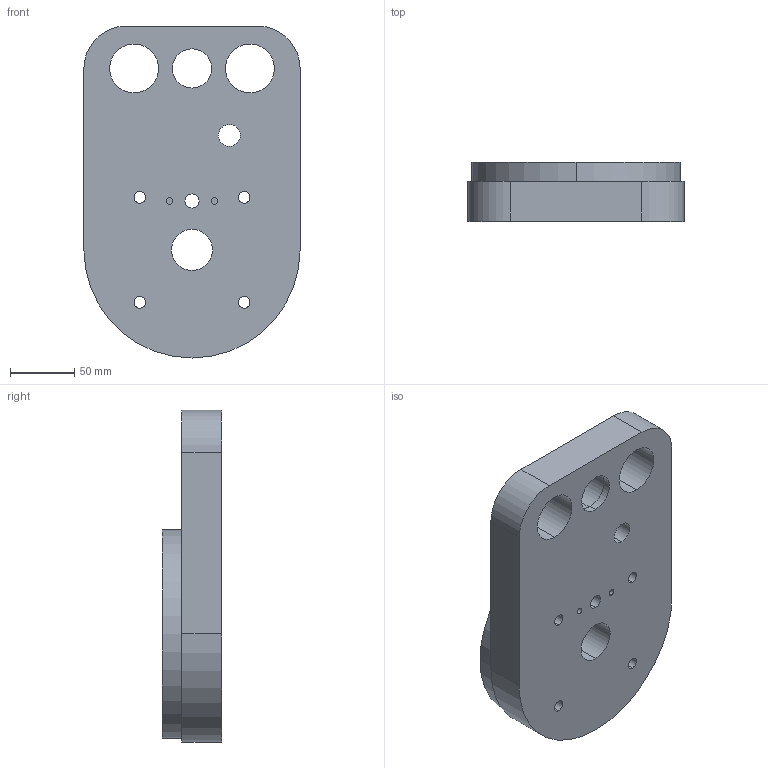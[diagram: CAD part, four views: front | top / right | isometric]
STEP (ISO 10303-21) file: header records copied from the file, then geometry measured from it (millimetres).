
FILE_DESCRIPTION (( 'STEP AP214' ), '1' );
FILE_NAME ('Flasque basse OVBT.STEP', '2021-08-19T07:34:22', ( '' ), ( '' ), 'SwSTEP 2.0', 'SolidWorks 2014', '' );
FILE_SCHEMA (( 'AUTOMOTIVE_DESIGN' ));
Length unit declared in the file: millimetre
Products named in the file (1): Flasque basse OVBT
Bounding box: 168 x 46 x 258 mm (x, y, z)
Volume: 1359262 mm3; surface area: 126708.7 mm2
Topology: 1 solids, 1 shells, 47 faces, 117 edges, 78 vertices
Faces by surface type: cylinder 36, plane 11
Entity records: 1517 total; most frequent: DIRECTION 285, CARTESIAN_POINT 243, ORIENTED_EDGE 234, AXIS2_PLACEMENT_3D 120, EDGE_CURVE 117, VERTEX_POINT 78, EDGE_LOOP 73, CIRCLE 72
